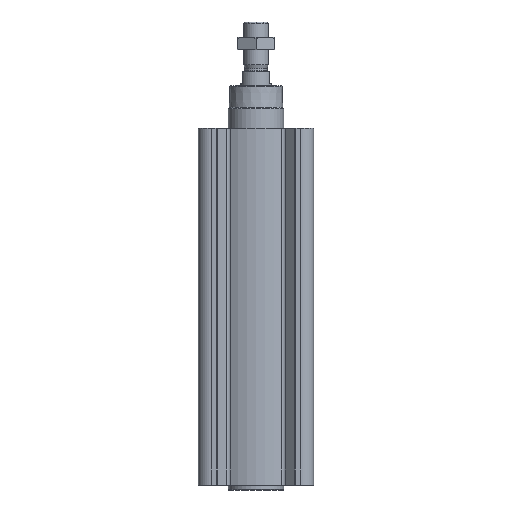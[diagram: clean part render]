
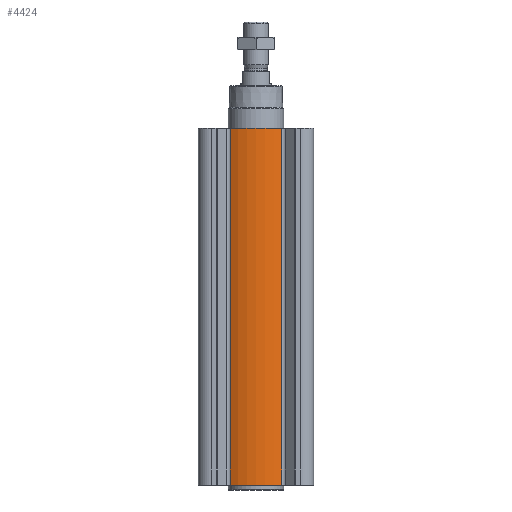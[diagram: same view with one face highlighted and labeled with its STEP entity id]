
A CAD part, front view. The second image highlights one B-rep face of the part: STEP entity #4424.
In plain terms, the highlighted cylindrical face has radius 43.5 mm (diameter 87 mm), a partial arc.
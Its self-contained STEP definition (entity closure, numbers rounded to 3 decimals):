
#141=LINE('',#6427,#326);
#142=LINE('',#6429,#327);
#326=VECTOR('',#5263,1000.);
#327=VECTOR('',#5266,1000.);
#592=CIRCLE('',#4661,43.5);
#624=CIRCLE('',#4701,43.5);
#929=ORIENTED_EDGE('',*,*,#1606,.T.);
#930=ORIENTED_EDGE('',*,*,#1693,.F.);
#931=ORIENTED_EDGE('',*,*,#1662,.F.);
#932=ORIENTED_EDGE('',*,*,#1692,.T.);
#1606=EDGE_CURVE('',#2013,#2012,#592,.T.);
#1662=EDGE_CURVE('',#2059,#2060,#624,.T.);
#1692=EDGE_CURVE('',#2059,#2013,#141,.T.);
#1693=EDGE_CURVE('',#2060,#2012,#142,.T.);
#2012=VERTEX_POINT('',#6256);
#2013=VERTEX_POINT('',#6258);
#2059=VERTEX_POINT('',#6367);
#2060=VERTEX_POINT('',#6369);
#2372=EDGE_LOOP('',(#929,#930,#931,#932));
#2709=FACE_BOUND('',#2372,.T.);
#3009=CYLINDRICAL_SURFACE('',#4725,43.5);
#4424=ADVANCED_FACE('',(#2709),#3009,.T.);
#4661=AXIS2_PLACEMENT_3D('',#6257,#5091,#5092);
#4701=AXIS2_PLACEMENT_3D('',#6368,#5195,#5196);
#4725=AXIS2_PLACEMENT_3D('',#6428,#5264,#5265);
#5091=DIRECTION('',(0.,0.,1.));
#5092=DIRECTION('',(1.,0.,0.));
#5195=DIRECTION('',(0.,0.,1.));
#5196=DIRECTION('',(1.,0.,0.));
#5263=DIRECTION('',(0.,0.,-1.));
#5264=DIRECTION('',(0.,0.,-1.));
#5265=DIRECTION('',(-1.,0.,0.));
#5266=DIRECTION('',(0.,0.,-1.));
#6256=CARTESIAN_POINT('',(20.812,-38.198,-288.));
#6257=CARTESIAN_POINT('',(0.,0.,-288.));
#6258=CARTESIAN_POINT('',(-20.812,-38.198,-288.));
#6367=CARTESIAN_POINT('',(-20.812,-38.198,0.));
#6368=CARTESIAN_POINT('',(0.,0.,0.));
#6369=CARTESIAN_POINT('',(20.812,-38.198,0.));
#6427=CARTESIAN_POINT('',(-20.812,-38.198,0.));
#6428=CARTESIAN_POINT('',(0.,0.,0.));
#6429=CARTESIAN_POINT('',(20.812,-38.198,0.));
